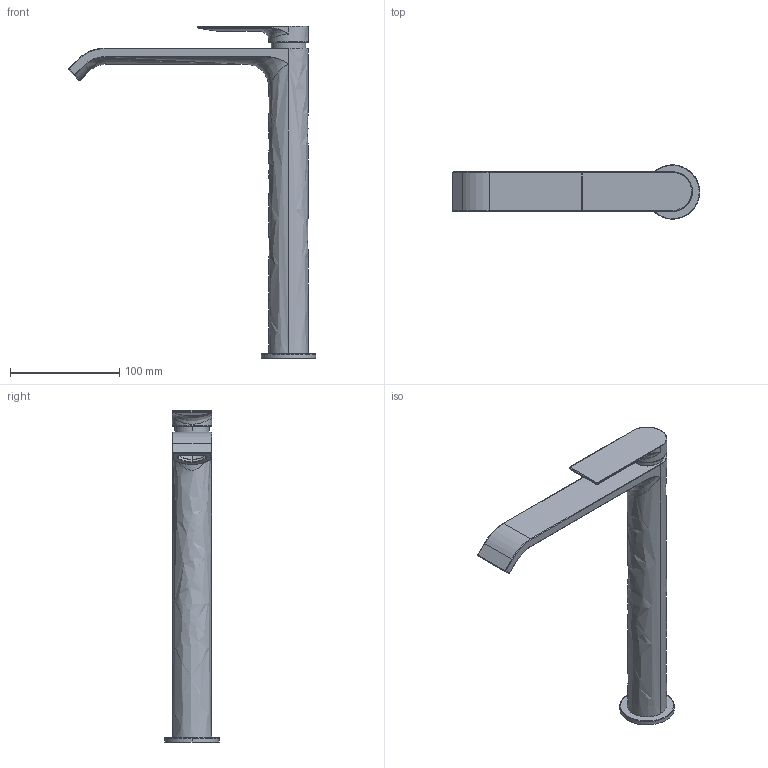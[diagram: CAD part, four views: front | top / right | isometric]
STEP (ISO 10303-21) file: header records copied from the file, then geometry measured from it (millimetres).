
FILE_DESCRIPTION(/* description */ (''),/* implementation_level */ '2;1');
FILE_NAME(/* name */ 'CHARMA~2',/* time_stamp */ '2015-05-25T08:10:48+02:00',/* author */ (''),/* organization */ (''),/* preprocessor_version */ 'ST-DEVELOPER v15',/* originating_system */ '',/* authorisation */ '');
FILE_SCHEMA (('AUTOMOTIVE_DESIGN'));
Length unit declared in the file: millimetre
Products named in the file (1): Document
Bounding box: 226.69 x 49.73 x 304.3 mm (x, y, z)
Volume: 21279.4 mm3; surface area: 69890.5 mm2
Topology: 5 solids, 71 shells, 249 faces, 788 edges, 614 vertices
Faces by surface type: bspline 190, plane 59
Entity records: 16640 total; most frequent: CARTESIAN_POINT 12364, ORIENTED_EDGE 1253, EDGE_CURVE 782, VERTEX_POINT 614, B_SPLINE_CURVE_WITH_KNOTS 418, EDGE_LOOP 266, ADVANCED_FACE 249, FACE_OUTER_BOUND 249
